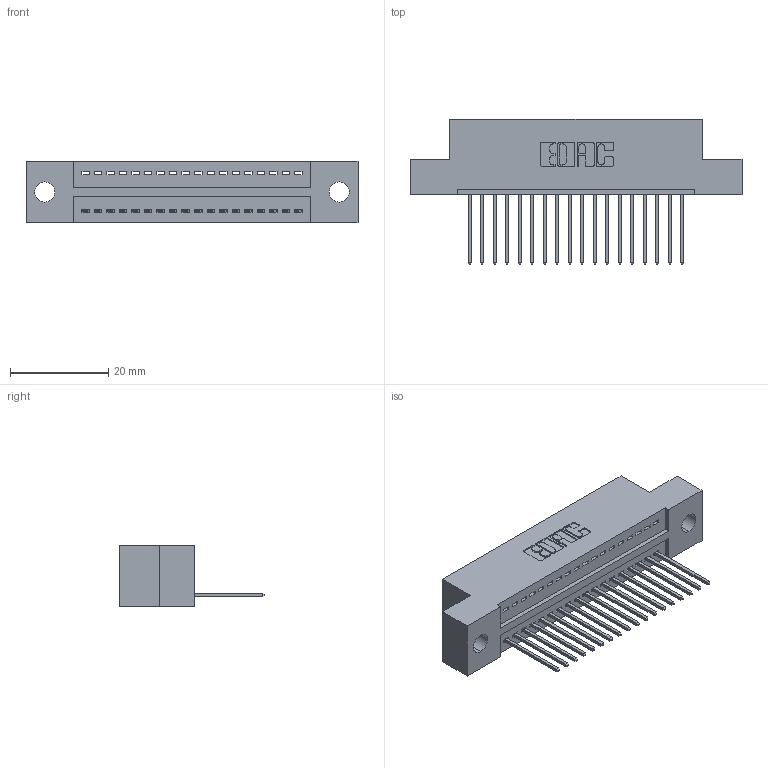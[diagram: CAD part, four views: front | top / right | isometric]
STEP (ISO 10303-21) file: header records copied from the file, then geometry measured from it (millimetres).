
FILE_DESCRIPTION (( 'STEP AP203' ), '1' );
FILE_NAME ('325-018-540-109.STEP', '2020-02-24T16:43:42', ( '' ), ( '' ), 'SwSTEP 2.0', 'SolidWorks 2016', '' );
FILE_SCHEMA (( 'CONFIG_CONTROL_DESIGN' ));
Length unit declared in the file: inch
Products named in the file (3): 325 Part_.160 TH; 325-018-540-109; 325-292-001_325-293-140
Assembly tree (19 placements, depth 2):
  325-018-540-109
    325 Part_.160 TH
    325-292-001_325-293-140  x18
Bounding box: 67.44 x 29.46 x 12.45 mm (x, y, z)
Volume: 8166 mm3; surface area: 8590.3 mm2
Topology: 19 solids, 19 shells, 1158 faces, 3479 edges, 2294 vertices
Faces by surface type: plane 826, cylinder 332
Entity records: 14129 total; most frequent: CARTESIAN_POINT 2448, ORIENTED_EDGE 2402, DIRECTION 2113, EDGE_CURVE 1201, VECTOR 1073, LINE 1073, VERTEX_POINT 798, AXIS2_PLACEMENT_3D 520
